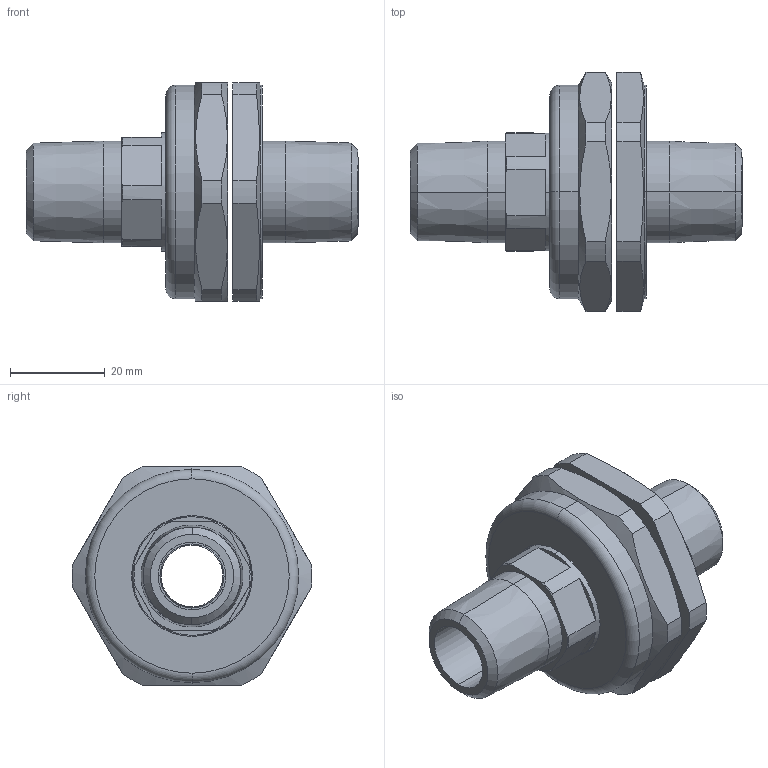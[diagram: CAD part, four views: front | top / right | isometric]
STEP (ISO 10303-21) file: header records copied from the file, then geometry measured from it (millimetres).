
FILE_DESCRIPTION (( 'STEP AP203' ), '1' );
FILE_NAME ('PX780REXDT1MT1M.STEP', '2019-12-12T11:27:19', ( '' ), ( '' ), 'SwSTEP 2.0', 'SolidWorks 2017', '' );
FILE_SCHEMA (( 'CONFIG_CONTROL_DESIGN' ));
Length unit declared in the file: millimetre
Products named in the file (1): PX780REXDT1MT1M
Bounding box: 70.02 x 50.58 x 46 mm (x, y, z)
Surface area: 15094 mm2 (no closed solid volume)
Topology: 0 solids, 4 shells, 95 faces, 240 edges, 154 vertices
Faces by surface type: plane 33, cone 30, cylinder 30, torus 2
Entity records: 3096 total; most frequent: CARTESIAN_POINT 718, DIRECTION 502, ORIENTED_EDGE 464, EDGE_CURVE 240, AXIS2_PLACEMENT_3D 206, VERTEX_POINT 154, CIRCLE 110, EDGE_LOOP 104
